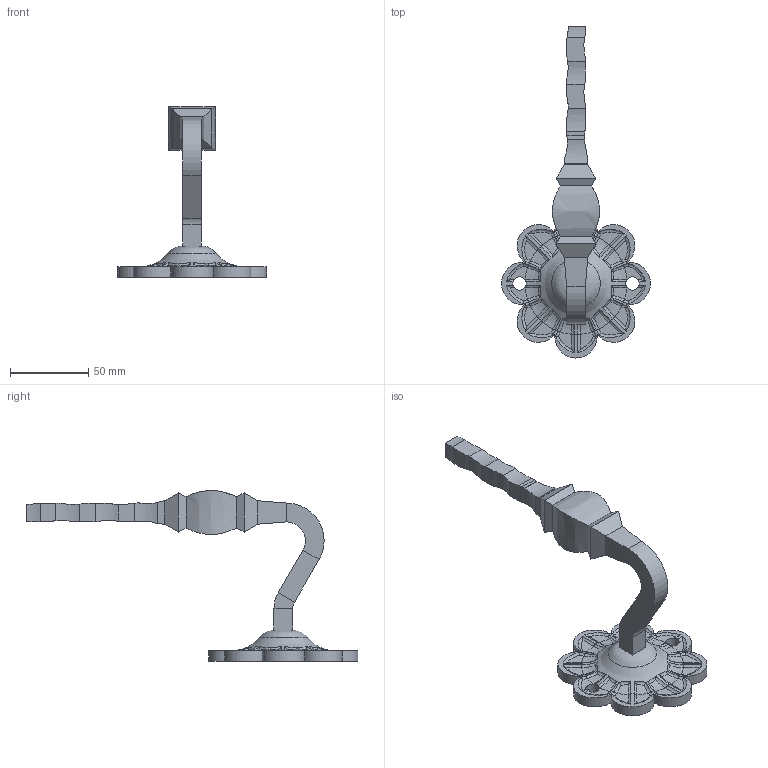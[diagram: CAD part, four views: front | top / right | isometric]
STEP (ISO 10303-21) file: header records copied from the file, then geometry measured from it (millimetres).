
FILE_DESCRIPTION (( 'STEP AP203' ), '1' );
FILE_NAME ('2506.STEP', '2024-10-11T06:35:24', ( '' ), ( '' ), 'SwSTEP 2.0', 'SolidWorks 2018', '' );
FILE_SCHEMA (( 'CONFIG_CONTROL_DESIGN' ));
Length unit declared in the file: millimetre
Products named in the file (1): 2506
Bounding box: 95 x 211.5 x 109 mm (x, y, z)
Volume: 104254 mm3; surface area: 31625 mm2
Topology: 1 solids, 1 shells, 425 faces, 1113 edges, 705 vertices
Faces by surface type: bspline 164, plane 161, cylinder 64, torus 36
Full cylindrical faces by diameter (mm): 8.5 x2
Entity records: 19521 total; most frequent: CARTESIAN_POINT 10231, ORIENTED_EDGE 2208, DIRECTION 1455, EDGE_CURVE 1104, VERTEX_POINT 702, VECTOR 487, LINE 487, AXIS2_PLACEMENT_3D 484
